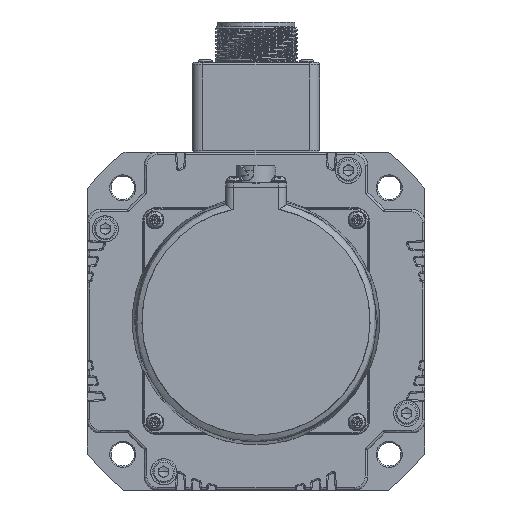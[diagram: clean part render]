
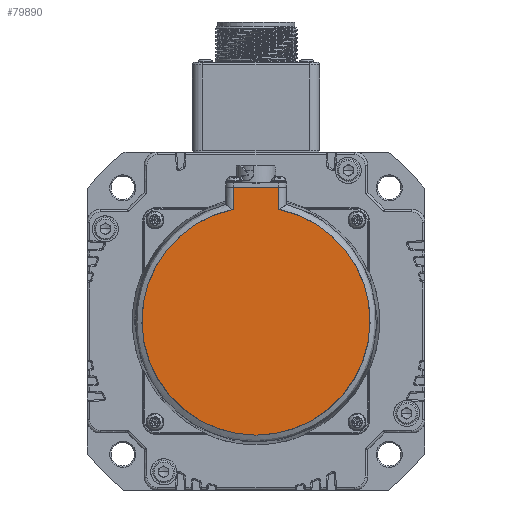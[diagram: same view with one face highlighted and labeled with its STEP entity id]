
A CAD part, front view. The second image highlights one B-rep face of the part: STEP entity #79890.
In plain terms, the highlighted planar face has unit normal (0, -1, 0).
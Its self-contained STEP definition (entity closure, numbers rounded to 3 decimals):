
#74550=CARTESIAN_POINT('',(-8.67,-74.,-21.97));
#74551=VERTEX_POINT('',#74550);
#74559=CARTESIAN_POINT('',(-8.67,-74.,-13.5));
#74560=VERTEX_POINT('',#74559);
#74561=CARTESIAN_POINT('',(-8.67,-74.,-13.5));
#74562=DIRECTION('',(0.,0.,-1.));
#74563=VECTOR('',#74562,8.47);
#74564=LINE('',#74561,#74563);
#74565=EDGE_CURVE('',#74560,#74551,#74564,.T.);
#74795=CARTESIAN_POINT('',(8.67,-74.,-13.5));
#74796=VERTEX_POINT('',#74795);
#74804=CARTESIAN_POINT('',(8.67,-74.,-21.97));
#74805=VERTEX_POINT('',#74804);
#74806=CARTESIAN_POINT('',(8.67,-74.,-13.5));
#74807=DIRECTION('',(0.,0.,-1.));
#74808=VECTOR('',#74807,8.47);
#74809=LINE('',#74806,#74808);
#74810=EDGE_CURVE('',#74796,#74805,#74809,.T.);
#79861=CARTESIAN_POINT('',(0.,-74.,-65.));
#79862=DIRECTION('',(0.198,0.,0.98));
#79863=DIRECTION('',(0.,1.,0.));
#79864=AXIS2_PLACEMENT_3D('',#79861,#79863,#79862);
#79865=CIRCLE('',#79864,43.895);
#79866=EDGE_CURVE('',#74805,#74551,#79865,.T.);
#79874=CARTESIAN_POINT('',(0.,-74.,-61.483));
#79875=DIRECTION('',(0.,0.,-1.));
#79876=DIRECTION('',(0.,-1.,0.));
#79877=AXIS2_PLACEMENT_3D('',#79874,#79876,#79875);
#79878=PLANE('',#79877);
#79879=ORIENTED_EDGE('',*,*,#79866,.F.);
#79880=ORIENTED_EDGE('',*,*,#74810,.F.);
#79881=CARTESIAN_POINT('',(8.67,-74.,-13.5));
#79882=DIRECTION('',(-1.,0.,0.));
#79883=VECTOR('',#79882,17.34);
#79884=LINE('',#79881,#79883);
#79885=EDGE_CURVE('',#74796,#74560,#79884,.T.);
#79886=ORIENTED_EDGE('',*,*,#79885,.T.);
#79887=ORIENTED_EDGE('',*,*,#74565,.T.);
#79888=EDGE_LOOP('',(#79879,#79880,#79886,#79887));
#79889=FACE_OUTER_BOUND('',#79888,.T.);
#79890=ADVANCED_FACE('',(#79889),#79878,.T.);
